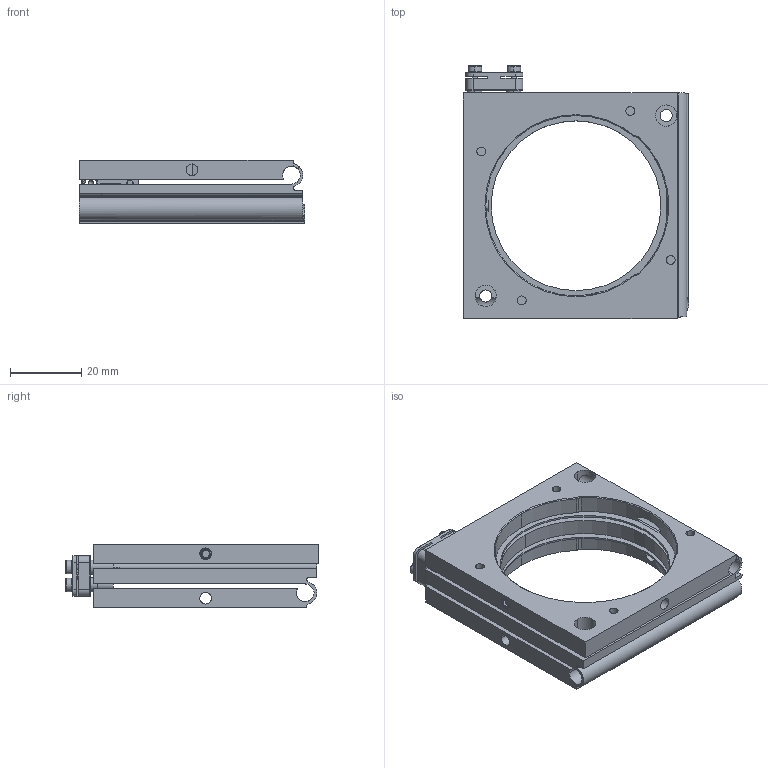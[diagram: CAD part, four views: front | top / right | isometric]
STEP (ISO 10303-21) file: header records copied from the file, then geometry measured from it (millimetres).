
FILE_DESCRIPTION (( 'STEP AP203' ), '1' );
FILE_NAME ('1.1.6.24_ZJR-BS2_上方调节挠性光学调整架，不锈钢，用于φ2英寸光学元件.STEP', '2024-01-18T00:55:07', ( '' ), ( '' ), 'SwSTEP 2.0', 'SolidWorks 2021', '' );
FILE_SCHEMA (( 'CONFIG_CONTROL_DESIGN' ));
Length unit declared in the file: millimetre
Products named in the file (1): 1.1.6.24_ZJR-BS2_上方调节挠性光学调整架，不锈钢，用于φ2英寸光学元件
Bounding box: 63.5 x 71.25 x 18 mm (x, y, z)
Surface area: 22021 mm2 (no closed solid volume)
Topology: 0 solids, 15 shells, 252 faces, 811 edges, 548 vertices
Faces by surface type: cylinder 118, plane 80, cone 40, bspline 14
Entity records: 9986 total; most frequent: CARTESIAN_POINT 2860, DIRECTION 1450, ORIENTED_EDGE 1449, EDGE_CURVE 803, VERTEX_POINT 548, AXIS2_PLACEMENT_3D 544, VECTOR 362, LINE 362
